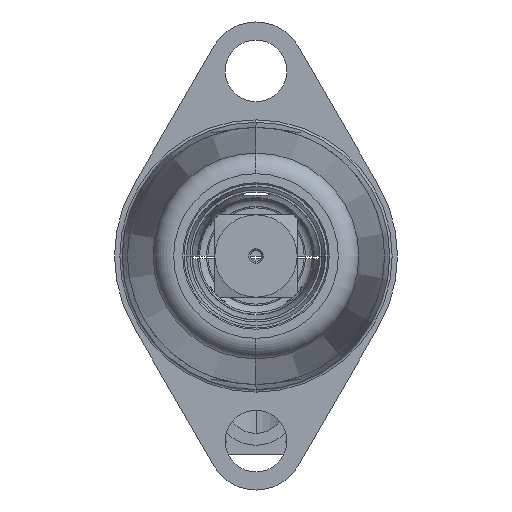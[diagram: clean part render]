
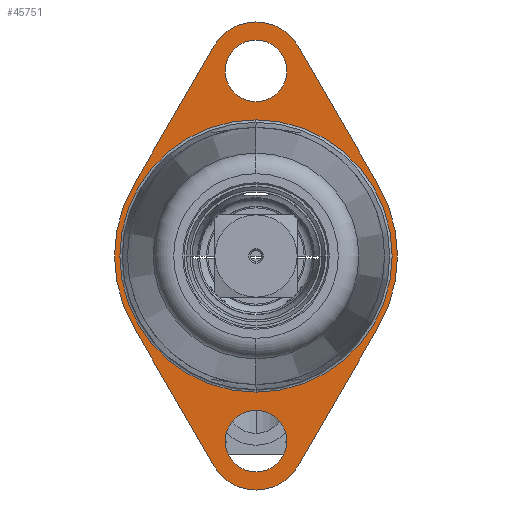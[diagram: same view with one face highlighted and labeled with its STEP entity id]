
A CAD part, left-side view. The second image highlights one B-rep face of the part: STEP entity #45751.
In plain terms, the highlighted planar face has unit normal (-1, 0, 0).
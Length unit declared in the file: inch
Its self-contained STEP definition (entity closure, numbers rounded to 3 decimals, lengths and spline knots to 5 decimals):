
#43674=CARTESIAN_POINT('',(-19.2594,0.005,-2.25));
#43675=DIRECTION('',(1.,0.,0.));
#43676=DIRECTION('',(0.,-0.866,-0.5));
#43677=AXIS2_PLACEMENT_3D('',#43674,#43675,#43676);
#43679=DIRECTION('',(0.,-0.5,-0.866));
#43680=VECTOR('',#43679,1.94798);
#43681=CARTESIAN_POINT('',(-19.2594,1.49412,-0.86076));
#43682=LINE('',#43681,#43680);
#43683=CARTESIAN_POINT('',(-19.2594,0.005,0.));
#43684=DIRECTION('',(1.,0.,0.));
#43685=DIRECTION('',(0.,0.866,-0.5));
#43686=AXIS2_PLACEMENT_3D('',#43683,#43684,#43685);
#43688=DIRECTION('',(0.,0.5,-0.866));
#43689=VECTOR('',#43688,1.94798);
#43690=CARTESIAN_POINT('',(-19.2594,0.51927,2.54726));
#43691=LINE('',#43690,#43689);
#43692=CARTESIAN_POINT('',(-19.2594,0.005,2.25));
#43693=DIRECTION('',(1.,0.,0.));
#43694=DIRECTION('',(0.,0.866,0.5));
#43695=AXIS2_PLACEMENT_3D('',#43692,#43693,#43694);
#43697=DIRECTION('',(0.,0.5,0.866));
#43698=VECTOR('',#43697,1.94798);
#43699=CARTESIAN_POINT('',(-19.2594,-1.48412,0.86076));
#43700=LINE('',#43699,#43698);
#43701=CARTESIAN_POINT('',(-19.2594,0.005,0.));
#43702=DIRECTION('',(1.,0.,0.));
#43703=DIRECTION('',(0.,-0.866,0.5));
#43704=AXIS2_PLACEMENT_3D('',#43701,#43702,#43703);
#43706=DIRECTION('',(0.,-0.5,0.866));
#43707=VECTOR('',#43706,1.94798);
#43708=CARTESIAN_POINT('',(-19.2594,-0.50927,-2.54726));
#43709=LINE('',#43708,#43707);
#43710=CARTESIAN_POINT('',(-19.2594,0.005,-2.25));
#43711=DIRECTION('',(-1.,0.,0.));
#43712=DIRECTION('',(0.,0.,1.));
#43713=AXIS2_PLACEMENT_3D('',#43710,#43711,#43712);
#43715=CARTESIAN_POINT('',(-19.2594,0.005,-2.25));
#43716=DIRECTION('',(-1.,0.,0.));
#43717=DIRECTION('',(0.,0.,-1.));
#43718=AXIS2_PLACEMENT_3D('',#43715,#43716,#43717);
#43720=CARTESIAN_POINT('',(-19.2594,0.005,2.25));
#43721=DIRECTION('',(-1.,0.,0.));
#43722=DIRECTION('',(0.,0.,1.));
#43723=AXIS2_PLACEMENT_3D('',#43720,#43721,#43722);
#43725=CARTESIAN_POINT('',(-19.2594,0.005,2.25));
#43726=DIRECTION('',(-1.,0.,0.));
#43727=DIRECTION('',(0.,0.,-1.));
#43728=AXIS2_PLACEMENT_3D('',#43725,#43726,#43727);
#45216=CARTESIAN_POINT('',(-19.2594,0.005,0.));
#45217=DIRECTION('',(1.,0.,0.));
#45218=DIRECTION('',(0.,0.,-1.));
#45219=AXIS2_PLACEMENT_3D('',#45216,#45217,#45218);
#45231=CARTESIAN_POINT('',(-19.2594,0.005,0.));
#45232=DIRECTION('',(1.,0.,0.));
#45233=DIRECTION('',(0.,0.,1.));
#45234=AXIS2_PLACEMENT_3D('',#45231,#45232,#45233);
#45588=CARTESIAN_POINT('',(-19.2594,0.005,-1.655));
#45589=CARTESIAN_POINT('',(-19.2594,0.005,1.655));
#45590=VERTEX_POINT('',#45588);
#45591=VERTEX_POINT('',#45589);
#45592=CARTESIAN_POINT('',(-19.2594,-0.50927,-2.54726));
#45593=CARTESIAN_POINT('',(-19.2594,0.51927,-2.54726));
#45594=VERTEX_POINT('',#45592);
#45595=VERTEX_POINT('',#45593);
#45596=CARTESIAN_POINT('',(-19.2594,-1.48412,-0.86076));
#45597=VERTEX_POINT('',#45596);
#45598=CARTESIAN_POINT('',(-19.2594,-1.48412,0.86076));
#45599=VERTEX_POINT('',#45598);
#45600=CARTESIAN_POINT('',(-19.2594,-0.50927,2.54726));
#45601=VERTEX_POINT('',#45600);
#45602=CARTESIAN_POINT('',(-19.2594,0.51927,2.54726));
#45603=VERTEX_POINT('',#45602);
#45604=CARTESIAN_POINT('',(-19.2594,1.49412,0.86076));
#45605=VERTEX_POINT('',#45604);
#45606=CARTESIAN_POINT('',(-19.2594,1.49412,-0.86076));
#45607=VERTEX_POINT('',#45606);
#45632=CARTESIAN_POINT('',(-19.2594,0.005,-2.625));
#45633=CARTESIAN_POINT('',(-19.2594,0.005,-1.875));
#45634=VERTEX_POINT('',#45632);
#45635=VERTEX_POINT('',#45633);
#45636=CARTESIAN_POINT('',(-19.2594,0.005,1.875));
#45637=CARTESIAN_POINT('',(-19.2594,0.005,2.625));
#45638=VERTEX_POINT('',#45636);
#45639=VERTEX_POINT('',#45637);
#45710=CARTESIAN_POINT('',(-19.2594,0.005,0.));
#45711=DIRECTION('',(1.,0.,0.));
#45712=DIRECTION('',(0.,0.,1.));
#45713=AXIS2_PLACEMENT_3D('',#45710,#45711,#45712);
#45714=PLANE('',#45713);
#45716=ORIENTED_EDGE('',*,*,#45715,.T.);
#45718=ORIENTED_EDGE('',*,*,#45717,.F.);
#45720=ORIENTED_EDGE('',*,*,#45719,.T.);
#45722=ORIENTED_EDGE('',*,*,#45721,.F.);
#45724=ORIENTED_EDGE('',*,*,#45723,.T.);
#45726=ORIENTED_EDGE('',*,*,#45725,.F.);
#45728=ORIENTED_EDGE('',*,*,#45727,.T.);
#45730=ORIENTED_EDGE('',*,*,#45729,.F.);
#45731=EDGE_LOOP('',(#45716,#45718,#45720,#45722,#45724,#45726,#45728,#45730));
#45732=FACE_OUTER_BOUND('',#45731,.F.);
#45734=ORIENTED_EDGE('',*,*,#45733,.F.);
#45736=ORIENTED_EDGE('',*,*,#45735,.F.);
#45737=EDGE_LOOP('',(#45734,#45736));
#45738=FACE_BOUND('',#45737,.F.);
#45740=ORIENTED_EDGE('',*,*,#45739,.T.);
#45742=ORIENTED_EDGE('',*,*,#45741,.T.);
#45743=EDGE_LOOP('',(#45740,#45742));
#45744=FACE_BOUND('',#45743,.F.);
#45746=ORIENTED_EDGE('',*,*,#45745,.T.);
#45748=ORIENTED_EDGE('',*,*,#45747,.T.);
#45749=EDGE_LOOP('',(#45746,#45748));
#45750=FACE_BOUND('',#45749,.F.);
#45751=ADVANCED_FACE('',(#45732,#45738,#45744,#45750),#45714,.F.);
#43678=CIRCLE('',#43677,0.594);
#43687=CIRCLE('',#43686,1.72);
#43696=CIRCLE('',#43695,0.594);
#43705=CIRCLE('',#43704,1.72);
#43714=CIRCLE('',#43713,0.375);
#43719=CIRCLE('',#43718,0.375);
#43724=CIRCLE('',#43723,0.375);
#43729=CIRCLE('',#43728,0.375);
#45220=CIRCLE('',#45219,1.655);
#45235=CIRCLE('',#45234,1.655);
#45715=EDGE_CURVE('',#45594,#45595,#43678,.T.);
#45717=EDGE_CURVE('',#45607,#45595,#43682,.T.);
#45719=EDGE_CURVE('',#45607,#45605,#43687,.T.);
#45721=EDGE_CURVE('',#45603,#45605,#43691,.T.);
#45723=EDGE_CURVE('',#45603,#45601,#43696,.T.);
#45725=EDGE_CURVE('',#45599,#45601,#43700,.T.);
#45727=EDGE_CURVE('',#45599,#45597,#43705,.T.);
#45729=EDGE_CURVE('',#45594,#45597,#43709,.T.);
#45733=EDGE_CURVE('',#45590,#45591,#45220,.T.);
#45735=EDGE_CURVE('',#45591,#45590,#45235,.T.);
#45739=EDGE_CURVE('',#45635,#45634,#43714,.T.);
#45741=EDGE_CURVE('',#45634,#45635,#43719,.T.);
#45745=EDGE_CURVE('',#45639,#45638,#43724,.T.);
#45747=EDGE_CURVE('',#45638,#45639,#43729,.T.);
